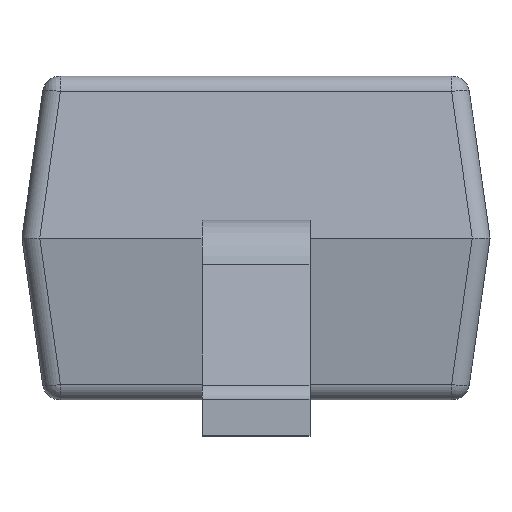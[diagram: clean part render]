
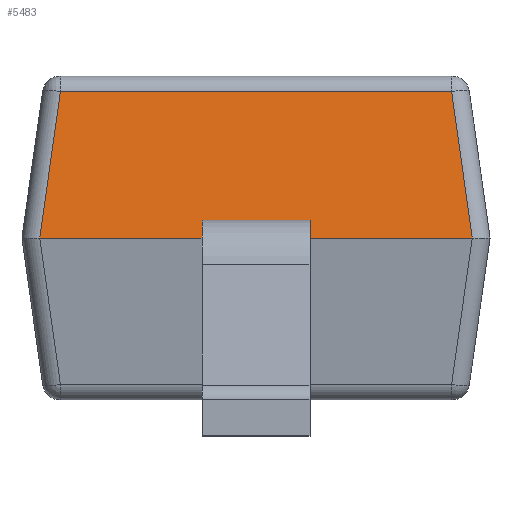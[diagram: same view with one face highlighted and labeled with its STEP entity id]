
A CAD part, left-side view. The second image highlights one B-rep face of the part: STEP entity #5483.
In plain terms, the highlighted planar face has unit normal (-0.99, 0, 0.139).
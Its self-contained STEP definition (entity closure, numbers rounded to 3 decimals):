
#191 = VERTEX_POINT ( 'NONE', #8849 ) ;
#471 = CARTESIAN_POINT ( 'NONE',  ( -0.777, -0.527, 1.073 ) ) ;
#501 = EDGE_LOOP ( 'NONE', ( #898, #6547, #5895, #6482, #12270, #10745, #6486, #4643 ) ) ;
#659 = CARTESIAN_POINT ( 'NONE',  ( -0.85, 0.65, 0.55 ) ) ;
#737 = VERTEX_POINT ( 'NONE', #10432 ) ;
#744 = CARTESIAN_POINT ( 'NONE',  ( -0.843, 0., 0.6 ) ) ;
#876 = EDGE_CURVE ( 'NONE', #12573, #9504, #11790, .T. ) ;
#898 = ORIENTED_EDGE ( 'NONE', *, *, #5168, .F. ) ;
#988 = VECTOR ( 'NONE', #8654, 1000. ) ;
#1218 = CARTESIAN_POINT ( 'NONE',  ( -0.85, 0.65, 0.55 ) ) ;
#1555 = CARTESIAN_POINT ( 'NONE',  ( -0.787, 0., 1. ) ) ;
#1768 = EDGE_CURVE ( 'NONE', #12559, #3474, #7618, .T. ) ;
#1808 = VECTOR ( 'NONE', #4225, 1000. ) ;
#1809 = EDGE_CURVE ( 'NONE', #2771, #12573, #9009, .T. ) ;
#1842 = AXIS2_PLACEMENT_3D ( 'NONE', #1555, #5711, #8842 ) ;
#2771 = VERTEX_POINT ( 'NONE', #9133 ) ;
#3137 = EDGE_CURVE ( 'NONE', #12334, #9504, #5921, .T. ) ;
#3198 = VECTOR ( 'NONE', #9069, 1000. ) ;
#3420 = DIRECTION ( 'NONE',  ( 0.138, 0.138, 0.981 ) ) ;
#3474 = VERTEX_POINT ( 'NONE', #6644 ) ;
#3595 = PLANE ( 'NONE',  #1842 ) ;
#3681 = CARTESIAN_POINT ( 'NONE',  ( -0.787, 0.15, 1. ) ) ;
#3920 = DIRECTION ( 'NONE',  ( 0., 1., 0. ) ) ;
#4225 = DIRECTION ( 'NONE',  ( -0.138, 0.138, -0.981 ) ) ;
#4528 = DIRECTION ( 'NONE',  ( 0., 1., 0. ) ) ;
#4532 = CARTESIAN_POINT ( 'NONE',  ( -0.85, -0.6, 0.55 ) ) ;
#4643 = ORIENTED_EDGE ( 'NONE', *, *, #7178, .F. ) ;
#4931 = VECTOR ( 'NONE', #4528, 1000. ) ;
#5168 = EDGE_CURVE ( 'NONE', #2771, #191, #12862, .T. ) ;
#5483 = ADVANCED_FACE ( 'NONE', ( #9098 ), #3595, .T. ) ;
#5711 = DIRECTION ( 'NONE',  ( -0.99, 0., 0.139 ) ) ;
#5895 = ORIENTED_EDGE ( 'NONE', *, *, #876, .T. ) ;
#5921 = LINE ( 'NONE', #659, #6008 ) ;
#6008 = VECTOR ( 'NONE', #3920, 1000. ) ;
#6016 = VECTOR ( 'NONE', #3420, 1000. ) ;
#6093 = VECTOR ( 'NONE', #10507, 1000. ) ;
#6340 = LINE ( 'NONE', #1218, #6093 ) ;
#6342 = EDGE_CURVE ( 'NONE', #3474, #737, #9218, .T. ) ;
#6482 = ORIENTED_EDGE ( 'NONE', *, *, #3137, .F. ) ;
#6486 = ORIENTED_EDGE ( 'NONE', *, *, #6342, .T. ) ;
#6547 = ORIENTED_EDGE ( 'NONE', *, *, #1809, .T. ) ;
#6644 = CARTESIAN_POINT ( 'NONE',  ( -0.793, 0.543, 0.957 ) ) ;
#6762 = LINE ( 'NONE', #471, #6016 ) ;
#7178 = EDGE_CURVE ( 'NONE', #191, #737, #6340, .T. ) ;
#7452 = CARTESIAN_POINT ( 'NONE',  ( -0.793, -0.543, 0.957 ) ) ;
#7618 = LINE ( 'NONE', #9801, #4931 ) ;
#8552 = CARTESIAN_POINT ( 'NONE',  ( -0.843, -0.15, 0.6 ) ) ;
#8627 = EDGE_CURVE ( 'NONE', #12334, #12559, #6762, .T. ) ;
#8654 = DIRECTION ( 'NONE',  ( -0.139, 0., -0.99 ) ) ;
#8842 = DIRECTION ( 'NONE',  ( 0., 1., 0. ) ) ;
#8849 = CARTESIAN_POINT ( 'NONE',  ( -0.85, 0.15, 0.55 ) ) ;
#9009 = LINE ( 'NONE', #744, #3198 ) ;
#9069 = DIRECTION ( 'NONE',  ( 0., -1., 0. ) ) ;
#9098 = FACE_OUTER_BOUND ( 'NONE', #501, .T. ) ;
#9133 = CARTESIAN_POINT ( 'NONE',  ( -0.843, 0.15, 0.6 ) ) ;
#9218 = LINE ( 'NONE', #13434, #1808 ) ;
#9504 = VERTEX_POINT ( 'NONE', #11900 ) ;
#9801 = CARTESIAN_POINT ( 'NONE',  ( -0.793, 0., 0.957 ) ) ;
#9840 = CARTESIAN_POINT ( 'NONE',  ( -0.787, -0.15, 1. ) ) ;
#10432 = CARTESIAN_POINT ( 'NONE',  ( -0.85, 0.6, 0.55 ) ) ;
#10507 = DIRECTION ( 'NONE',  ( 0., 1., 0. ) ) ;
#10745 = ORIENTED_EDGE ( 'NONE', *, *, #1768, .T. ) ;
#11790 = LINE ( 'NONE', #9840, #988 ) ;
#11900 = CARTESIAN_POINT ( 'NONE',  ( -0.85, -0.15, 0.55 ) ) ;
#12270 = ORIENTED_EDGE ( 'NONE', *, *, #8627, .T. ) ;
#12334 = VERTEX_POINT ( 'NONE', #4532 ) ;
#12559 = VERTEX_POINT ( 'NONE', #7452 ) ;
#12573 = VERTEX_POINT ( 'NONE', #8552 ) ;
#12786 = DIRECTION ( 'NONE',  ( -0.139, 0., -0.99 ) ) ;
#12862 = LINE ( 'NONE', #3681, #13472 ) ;
#13434 = CARTESIAN_POINT ( 'NONE',  ( -0.777, 0.527, 1.073 ) ) ;
#13472 = VECTOR ( 'NONE', #12786, 1000. ) ;
